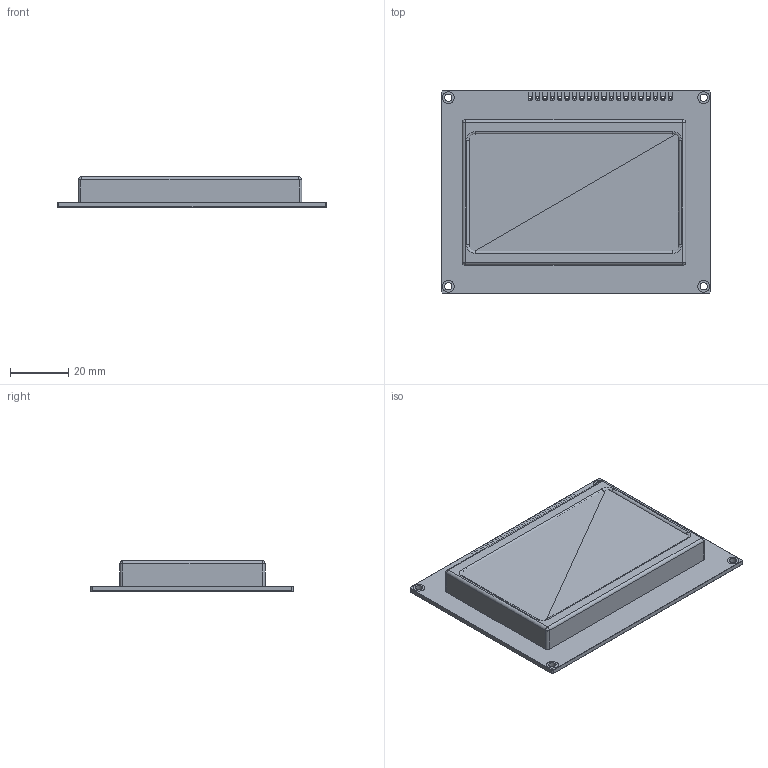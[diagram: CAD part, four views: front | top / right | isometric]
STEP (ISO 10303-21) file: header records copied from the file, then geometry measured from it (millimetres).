
FILE_DESCRIPTION(('for SolidWorks'),'2;1');
FILE_NAME('__wctmp.step', '2023-02-18T01:56:39',('Hüdaverdi UYAR'),(''), 'Open CASCADE STEP processor 6.6','DipTrace','Unknown');
FILE_SCHEMA(('AUTOMOTIVE_DESIGN { 1 0 10303 214 1 1 1 1 }'));
Length unit declared in the file: millimetre
Products named in the file (3): PCB___wctmp; t_mod_5; t_mod_6
Assembly tree (2 placements, depth 2):
  PCB___wctmp
    t_mod_5
    t_mod_6
Bounding box: 93 x 70 x 10.5 mm (x, y, z)
Volume: 41444.2 mm3; surface area: 23143 mm2
Topology: 1 solids, 120 shells, 869 faces, 2036 edges, 1374 vertices
Faces by surface type: bspline 354, plane 315, cylinder 180, cone 16, torus 4
Full cylindrical faces by diameter (mm): 0.96 x20, 1 x40, 2.5 x4, 4 x8
Entity records: 28282 total; most frequent: CARTESIAN_POINT 6516, ORIENTED_EDGE 3478, DIRECTION 2614, EDGE_CURVE 2032, VERTEX_POINT 1374, FACE_BOUND 1010, EDGE_LOOP 1010, AXIS2_PLACEMENT_3D 894
